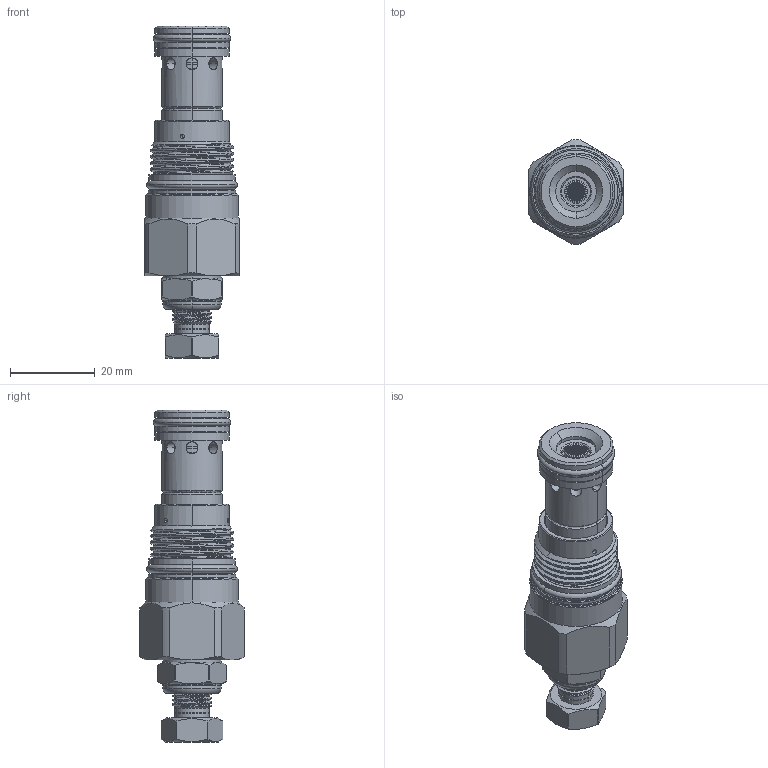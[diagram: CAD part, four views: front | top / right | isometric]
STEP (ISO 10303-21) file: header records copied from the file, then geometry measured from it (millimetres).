
FILE_DESCRIPTION (( 'STEP AP203' ), '1' );
FILE_NAME ('RQ10A20-G.STEP', '2020-03-24T02:15:31', ( '' ), ( '' ), 'SwSTEP 2.0', 'SolidWorks 2018', '' );
FILE_SCHEMA (( 'CONFIG_CONTROL_DESIGN' ));
Products named in the file (1): RQ10A20-G
Bounding box: 22.22 x 24.59 x 78.14 mm (x, y, z)
Volume: 17342.6 mm3; surface area: 9567.1 mm2
Topology: 9 solids, 9 shells, 756 faces, 2060 edges, 1299 vertices
Faces by surface type: cylinder 564, cone 79, plane 54, torus 49, bspline 6, sphere 4
Entity records: 52857 total; most frequent: CARTESIAN_POINT 34582, ORIENTED_EDGE 4112, DIRECTION 3006, EDGE_CURVE 2056, VERTEX_POINT 1299, AXIS2_PLACEMENT_3D 1177, EDGE_LOOP 1175, B_SPLINE_CURVE_WITH_KNOTS 942
